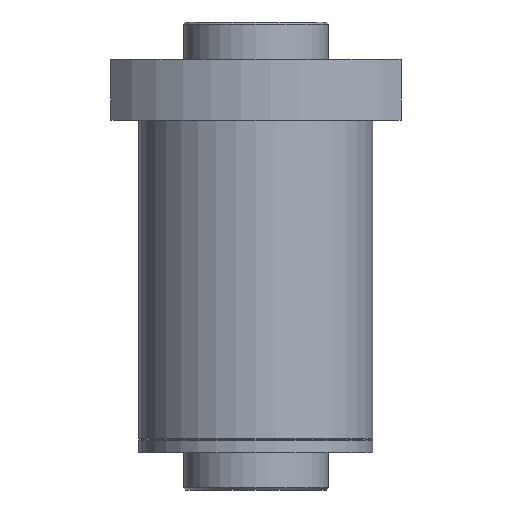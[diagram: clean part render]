
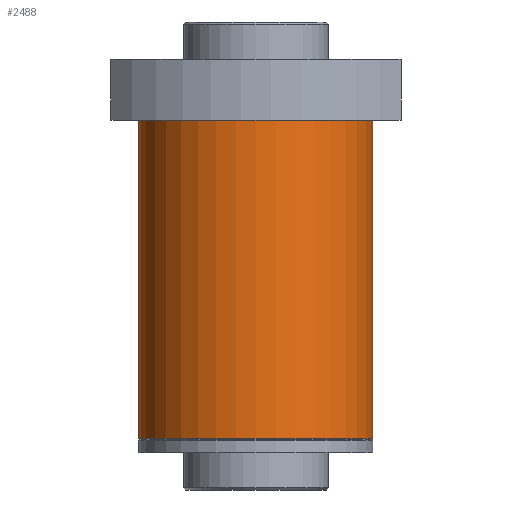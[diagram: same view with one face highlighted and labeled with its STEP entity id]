
A CAD part, front view. The second image highlights one B-rep face of the part: STEP entity #2488.
In plain terms, the highlighted cylindrical face has radius 25 mm (diameter 50 mm), a full revolution.
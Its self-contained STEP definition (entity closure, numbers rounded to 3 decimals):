
#33=CYLINDRICAL_SURFACE('',#2704,25.);
#721=ORIENTED_EDGE('',*,*,#1417,.T.);
#722=ORIENTED_EDGE('',*,*,#1418,.F.);
#1417=EDGE_CURVE('',#1764,#1764,#1968,.T.);
#1418=EDGE_CURVE('',#1765,#1765,#1969,.T.);
#1764=VERTEX_POINT('',#3898);
#1765=VERTEX_POINT('',#3901);
#1968=CIRCLE('',#2703,25.);
#1969=CIRCLE('',#2705,25.);
#2051=EDGE_LOOP('',(#721));
#2052=EDGE_LOOP('',(#722));
#2279=FACE_BOUND('',#2051,.T.);
#2280=FACE_BOUND('',#2052,.T.);
#2488=ADVANCED_FACE('',(#2279,#2280),#33,.T.);
#2703=AXIS2_PLACEMENT_3D('',#3897,#3020,#3021);
#2704=AXIS2_PLACEMENT_3D('',#3899,#3022,#3023);
#2705=AXIS2_PLACEMENT_3D('',#3900,#3024,#3025);
#3020=DIRECTION('',(0.,0.,-1.));
#3021=DIRECTION('',(-1.,0.,0.));
#3022=DIRECTION('',(0.,0.,-1.));
#3023=DIRECTION('',(-1.,0.,0.));
#3024=DIRECTION('',(0.,0.,-1.));
#3025=DIRECTION('',(-1.,0.,0.));
#3897=CARTESIAN_POINT('',(0.,0.,71.));
#3898=CARTESIAN_POINT('',(-25.,0.,71.));
#3899=CARTESIAN_POINT('',(0.,0.,0.));
#3900=CARTESIAN_POINT('',(0.,0.,3.));
#3901=CARTESIAN_POINT('',(-25.,0.,3.));
